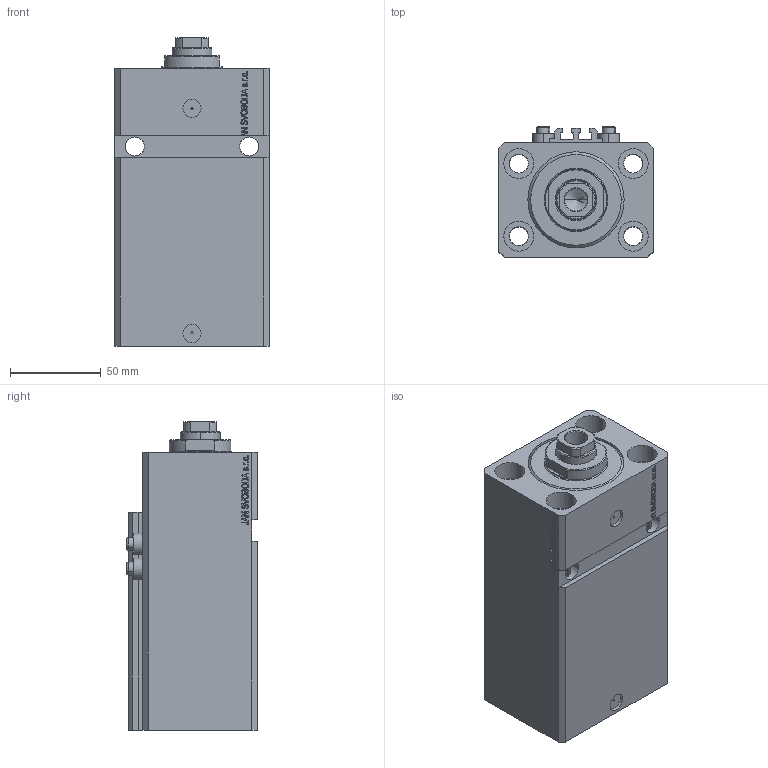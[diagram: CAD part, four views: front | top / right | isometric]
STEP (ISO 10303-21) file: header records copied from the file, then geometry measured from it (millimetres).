
FILE_DESCRIPTION (( 'STEP AP203' ), '1' );
FILE_NAME ('90bf.STEP', '2022-04-09T14:34:21', ( '' ), ( '' ), 'SwSTEP 2.0', 'SolidWorks 2019', '' );
FILE_SCHEMA (( 'CONFIG_CONTROL_DESIGN' ));
Length unit declared in the file: millimetre
Products named in the file (5): V250CE_E_Body 9a94dba9aeb26c8efa51ed537a2ea0d0; V250CE_VC_E 9a94dba9aeb26c8efa51ed537a2ea0d0; V250CE_C_VCP 9a94dba9aeb26c8efa51ed537a2ea0d0; 90bf; ALLEN BOLT V250CE 9a94dba9aeb26c8efa51ed537a2ea0d0
Assembly tree (7 placements, depth 2):
  90bf
    V250CE_E_Body 9a94dba9aeb26c8efa51ed537a2ea0d0
    ALLEN BOLT V250CE 9a94dba9aeb26c8efa51ed537a2ea0d0  x4
    V250CE_C_VCP 9a94dba9aeb26c8efa51ed537a2ea0d0
    V250CE_VC_E 9a94dba9aeb26c8efa51ed537a2ea0d0
Bounding box: 85 x 72 x 169.9 mm (x, y, z)
Volume: 691649.8 mm3; surface area: 140939.3 mm2
Topology: 8 solids, 8 shells, 1087 faces, 2729 edges, 1773 vertices
Faces by surface type: plane 535, bspline 356, cylinder 126, cone 56, torus 14
Entity records: 47619 total; most frequent: CARTESIAN_POINT 24898, ORIENTED_EDGE 5148, DIRECTION 3372, EDGE_CURVE 2574, VERTEX_POINT 1689, VECTOR 1582, LINE 1582, EDGE_LOOP 1145
